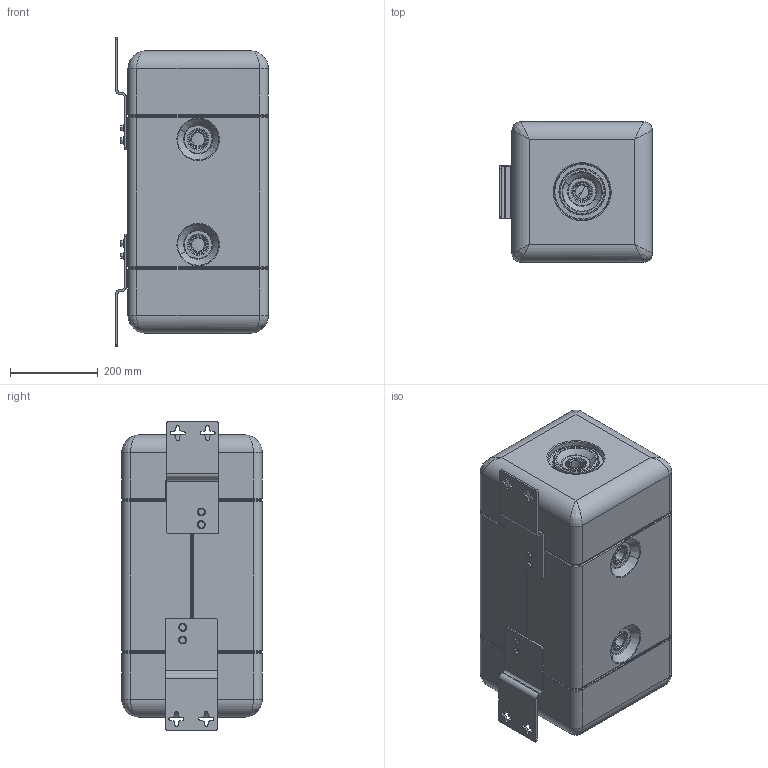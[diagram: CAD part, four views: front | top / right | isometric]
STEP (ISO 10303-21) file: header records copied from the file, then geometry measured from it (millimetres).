
FILE_DESCRIPTION(('CATIA V5 STEP Exchange','CAx-IF Rec.Pracs.--- Model Styling and Organization---1.5--- 2016-08-15','CAx-IF Rec.Pracs.---Supplemental Geometry---1.0---2011-11-01','CAx-IF Rec.Pracs.--- Composite Materials ---3.4---2017-06-13','CAx-IF Rec.Pracs.---Tessellated 3D Geometry---1.0---2015-12-17'),'2;1');
FILE_NAME('STEP_548515_-_TST.stp','2023-10-02T11:56:23+00:00',('none'),('none'),'CATIA Version 5-6 Release 2020 SP5','CATIA V5 STEP AP242 v2','none');
FILE_SCHEMA(('AP242_MANAGED_MODEL_BASED_3D_ENGINEERING_MIM_LF {1 0 10303 442 1 1 4}'));
Products named in the file (1): 548515 - TST
Bounding box: 348 x 320 x 703 mm (x, y, z)
Volume: 62323023.5 mm3; surface area: 2303073.9 mm2
Topology: 1 solids, 10 shells, 2043 faces, 4997 edges, 2890 vertices
Faces by surface type: cylinder 668, plane 455, torus 444, bspline 290, cone 120, sphere 66
Entity records: 76895 total; most frequent: CARTESIAN_POINT 34964, ORIENTED_EDGE 9782, DIRECTION 6400, EDGE_CURVE 4891, AXIS2_PLACEMENT_3D 3337, VERTEX_POINT 2890, EDGE_LOOP 2149, ADVANCED_FACE 2043
